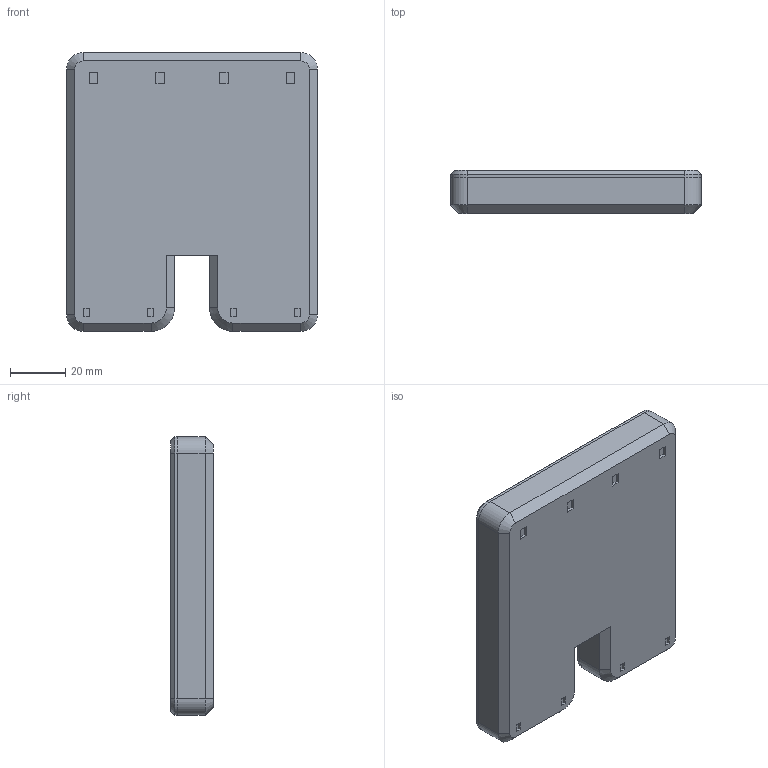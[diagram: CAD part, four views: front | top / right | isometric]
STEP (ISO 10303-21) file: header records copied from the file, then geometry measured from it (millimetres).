
FILE_DESCRIPTION(/* description */ ('','CAx-IF Rec.Pracs.---Representation and Presentation of Product Manufacturing Information (PMI)---4.0---2014-10-13'),/* implementation_level */ '2;1');
FILE_NAME(/* name */ 'Actual FINAL Hackpad v6.step',/* time_stamp */ '2025-02-16T20:44:17+08:00',/* author */ (''),/* organization */ (''),/* preprocessor_version */ 'ST-DEVELOPER v20',/* originating_system */ 'Autodesk Translation Framework v13.20.0.188',/* authorisation */ '');
FILE_SCHEMA (('AP242_MANAGED_MODEL_BASED_3D_ENGINEERING_MIM_LF { 1 0 10303 442 1 1 4 }'));
Length unit declared in the file: millimetre
Products named in the file (1): Actual FINAL Hackpad
Bounding box: 90.5 x 15.5 x 100.5 mm (x, y, z)
Volume: 82777.7 mm3; surface area: 55204.2 mm2
Topology: 3 solids, 3 shells, 276 faces, 679 edges, 425 vertices
Faces by surface type: plane 226, cylinder 37, cone 13
Full cylindrical faces by diameter (mm): 8 x1
Entity records: 7985 total; most frequent: CARTESIAN_POINT 1381, ORIENTED_EDGE 1358, DIRECTION 1296, EDGE_CURVE 679, LINE 616, VECTOR 616, VERTEX_POINT 425, AXIS2_PLACEMENT_3D 340
